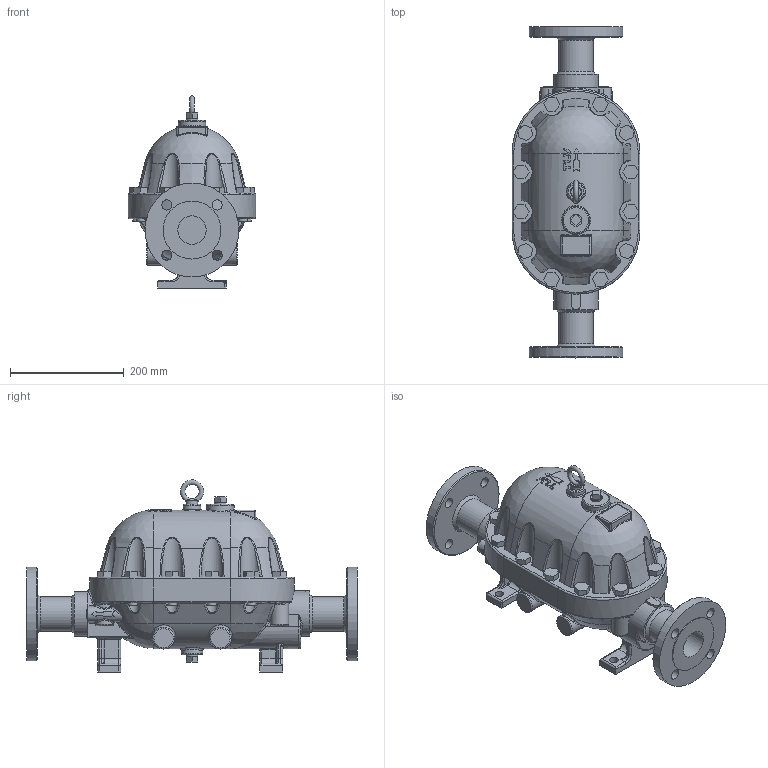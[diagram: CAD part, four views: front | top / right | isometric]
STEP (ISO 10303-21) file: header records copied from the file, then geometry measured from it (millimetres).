
FILE_DESCRIPTION(/* description */ (''),/* implementation_level */ '2;1');
FILE_NAME(/* name */ 'jl9x0-050-e0025-00.stp',/* time_stamp */ '2017-11-06T11:49:32+09:00',/* author */ ('asada'),/* organization */ (''),/* preprocessor_version */ 'ST-DEVELOPER v15.6',/* originating_system */ 'Autodesk Inventor 2015',/* authorisation */ '');
FILE_SCHEMA (('AUTOMOTIVE_DESIGN { 1 0 10303 214 3 1 1 }'));
Length unit declared in the file: millimetre
Products named in the file (1): jl9x0-050-e0025-00
Bounding box: 225 x 584 x 337.94 mm (x, y, z)
Volume: 12305157.8 mm3; surface area: 550300.9 mm2
Topology: 1 solids, 13 shells, 831 faces, 2083 edges, 1287 vertices
Faces by surface type: plane 332, cylinder 191, bspline 168, torus 85, cone 28, sphere 27
Full cylindrical faces by diameter (mm): 15 x4, 16 x8, 17 x2, 18 x20, 20 x1, 21 x2, 31.5 x1, 38 x3, 48 x1, 50 x2, 60.5 x2, 78 x2, 102 x2, 165 x2
Entity records: 33239 total; most frequent: CARTESIAN_POINT 14762, ORIENTED_EDGE 3912, DIRECTION 3603, EDGE_CURVE 1956, AXIS2_PLACEMENT_3D 1450, VERTEX_POINT 1261, EDGE_LOOP 965, ADVANCED_FACE 831
